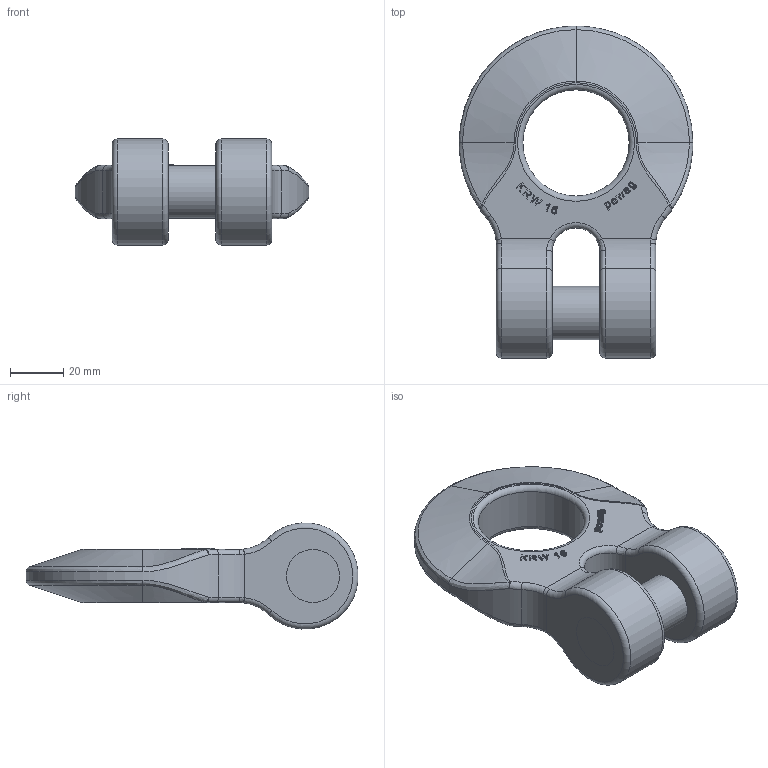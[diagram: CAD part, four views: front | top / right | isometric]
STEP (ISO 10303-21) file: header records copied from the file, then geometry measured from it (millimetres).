
FILE_DESCRIPTION(/* description */ (''),/* implementation_level */ '2;1');
FILE_NAME(/* name */ 'pewag_KRW_16',/* time_stamp */ '2010-02-02T08:13:20+01:00',/* author */ (''),/* organization */ (''),/* preprocessor_version */ 'ST-DEVELOPER v9',/* originating_system */ 'UGS - NX 4.0',/* authorisation */ '');
FILE_SCHEMA (('AUTOMOTIVE_DESIGN { 1 0 10303 214 1 1 1 1 }'));
Length unit declared in the file: millimetre
Products named in the file (1): rit421479ek
Bounding box: 88 x 124.93 x 39.9 mm (x, y, z)
Volume: 133342.6 mm3; surface area: 29758.4 mm2
Topology: 2 solids, 2 shells, 266 faces, 690 edges, 440 vertices
Faces by surface type: extrusion 97, plane 95, bspline 32, torus 24, cylinder 14, sphere 4
Full cylindrical faces by diameter (mm): 20 x3, 40 x1
Entity records: 9960 total; most frequent: CARTESIAN_POINT 4171, ORIENTED_EDGE 1356, DIRECTION 822, EDGE_CURVE 678, VERTEX_POINT 438, B_SPLINE_CURVE_WITH_KNOTS 424, VECTOR 350, EDGE_LOOP 294
